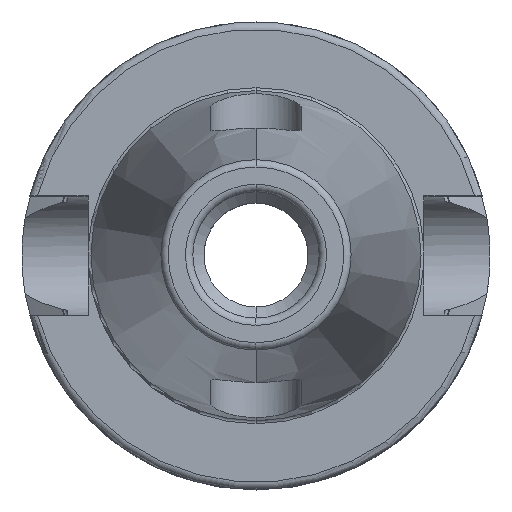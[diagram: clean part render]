
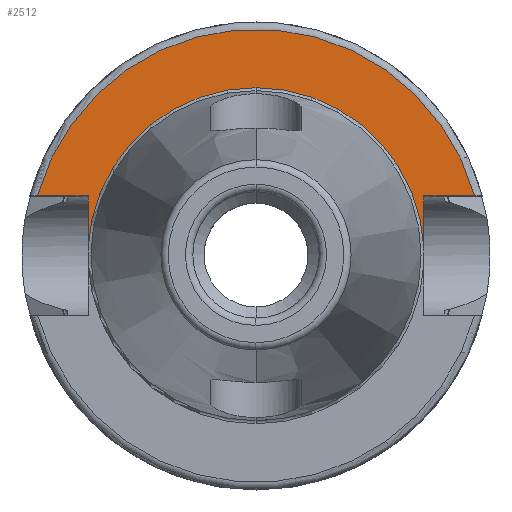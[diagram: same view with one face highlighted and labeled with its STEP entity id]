
A CAD part, top view. The second image highlights one B-rep face of the part: STEP entity #2512.
In plain terms, the highlighted planar face has unit normal (0, 0, 1).
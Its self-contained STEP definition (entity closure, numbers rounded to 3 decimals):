
#538=CARTESIAN_POINT('',(0,0,25));
#539=DIRECTION('',(0,0,-1));
#540=DIRECTION('',(0,1,0));
#541=AXIS2_PLACEMENT_3D('',#538,#539,#540);
#868=DIRECTION('',(0,1,0));
#869=VECTOR('',#868,6.987);
#870=CARTESIAN_POINT('',(-22.6,1.063,25));
#871=LINE('',#870,#869);
#872=DIRECTION('',(1,0,0));
#873=VECTOR('',#872,6.818);
#874=CARTESIAN_POINT('',(-29.418,8.05,25));
#875=LINE('',#874,#873);
#876=DIRECTION('',(-1,0,0));
#877=VECTOR('',#876,6.818);
#878=CARTESIAN_POINT('',(29.418,8.05,25));
#879=LINE('',#878,#877);
#880=DIRECTION('',(0,-1,0));
#881=VECTOR('',#880,6.987);
#882=CARTESIAN_POINT('',(22.6,8.05,25));
#883=LINE('',#882,#881);
#890=CARTESIAN_POINT('',(0,0,25));
#891=DIRECTION('',(0,0,1));
#892=DIRECTION('',(0,1,0));
#893=AXIS2_PLACEMENT_3D('',#890,#891,#892);
#944=CARTESIAN_POINT('',(0,0,25));
#945=DIRECTION('',(0,0,1));
#946=DIRECTION('',(0.965,0.264,0));
#947=AXIS2_PLACEMENT_3D('',#944,#945,#946);
#1521=CARTESIAN_POINT('',(-22.6,1.063,25));
#1522=CARTESIAN_POINT('',(-22.6,8.05,25));
#1523=VERTEX_POINT('',#1521);
#1524=VERTEX_POINT('',#1522);
#1525=CARTESIAN_POINT('',(-29.418,8.05,25));
#1526=VERTEX_POINT('',#1525);
#1527=CARTESIAN_POINT('',(22.6,8.05,25));
#1528=CARTESIAN_POINT('',(22.6,1.063,25));
#1529=VERTEX_POINT('',#1527);
#1530=VERTEX_POINT('',#1528);
#1537=CARTESIAN_POINT('',(29.418,8.05,25));
#1538=VERTEX_POINT('',#1537);
#1585=CARTESIAN_POINT('',(0,22.625,25));
#1587=VERTEX_POINT('',#1585);
#2495=CARTESIAN_POINT('',(0,0,25));
#2496=DIRECTION('',(0,0,-1));
#2497=DIRECTION('',(0,-1,0));
#2498=AXIS2_PLACEMENT_3D('',#2495,#2496,#2497);
#2499=PLANE('',#2498);
#2500=ORIENTED_EDGE('',*,*,#2394,.T.);
#2501=ORIENTED_EDGE('',*,*,#2422,.F.);
#2503=ORIENTED_EDGE('',*,*,#2502,.F.);
#2505=ORIENTED_EDGE('',*,*,#2504,.T.);
#2506=ORIENTED_EDGE('',*,*,#2158,.T.);
#2507=ORIENTED_EDGE('',*,*,#2141,.F.);
#2509=ORIENTED_EDGE('',*,*,#2508,.T.);
#2510=EDGE_LOOP('',(#2500,#2501,#2503,#2505,#2506,#2507,#2509));
#2511=FACE_OUTER_BOUND('',#2510,.F.);
#2512=ADVANCED_FACE('',(#2511),#2499,.F.);
#542=CIRCLE('',#541,22.625);
#894=CIRCLE('',#893,22.625);
#948=CIRCLE('',#947,30.5);
#2141=EDGE_CURVE('',#1587,#1530,#542,.T.);
#2158=EDGE_CURVE('',#1529,#1530,#883,.T.);
#2394=EDGE_CURVE('',#1523,#1524,#871,.T.);
#2422=EDGE_CURVE('',#1526,#1524,#875,.T.);
#2502=EDGE_CURVE('',#1538,#1526,#948,.T.);
#2504=EDGE_CURVE('',#1538,#1529,#879,.T.);
#2508=EDGE_CURVE('',#1587,#1523,#894,.T.);
